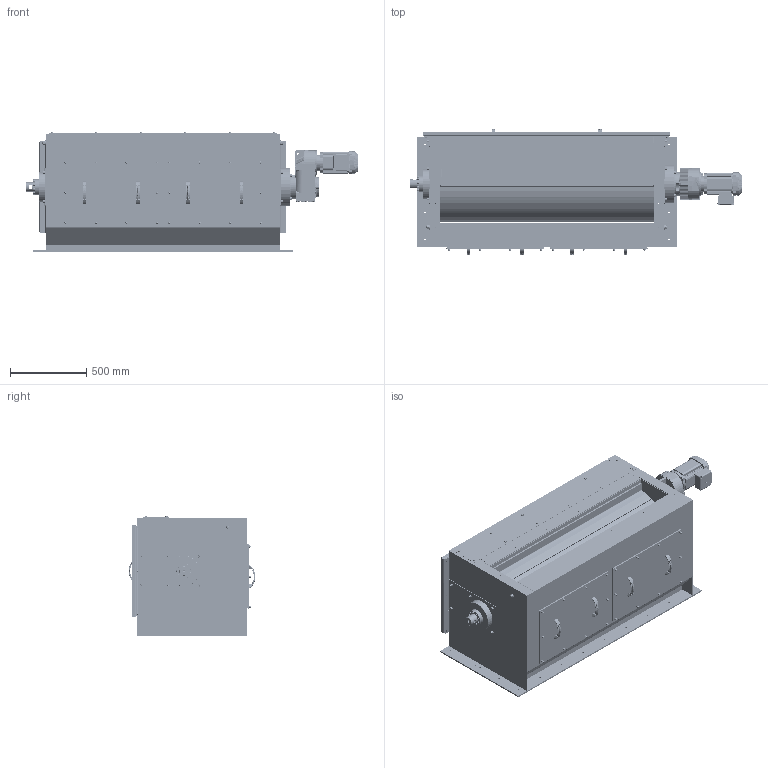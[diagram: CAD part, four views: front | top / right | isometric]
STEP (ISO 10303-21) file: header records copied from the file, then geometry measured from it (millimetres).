
FILE_DESCRIPTION(/* description */ (''),/* implementation_level */ '2;1');
FILE_NAME(/* name */ 'SRTK140054_A.stp',/* time_stamp */ '2023-11-24T13:44:34+01:00',/* author */ ('PH'),/* organization */ (''),/* preprocessor_version */ 'ST-DEVELOPER v18.1',/* originating_system */ 'Autodesk Inventor 2021',/* authorisation */ '');
FILE_SCHEMA (('AUTOMOTIVE_DESIGN { 1 0 10303 214 3 1 1 }'));
Products named in the file (1): SRTK140054_A
Bounding box: 2177 x 832.42 x 784.3 mm (x, y, z)
Volume: 86868861 mm3; surface area: 19974570.7 mm2
Topology: 4 solids, 10 shells, 5298 faces, 12851 edges, 8001 vertices
Faces by surface type: plane 2712, cylinder 1378, cone 733, torus 245, bspline 122, sphere 108
Full cylindrical faces by diameter (mm): 4.134 x14, 4.917 x13, 5 x8, 5.2 x16, 6 x10, 6.5 x12, 6.647 x42, 6.75 x5, 7.323 x12, 8 x73, 8.2 x4, 8.376 x4, 8.4 x28, 8.5 x12, 9 x37, 10 x28, 10.5 x22, 11 x36, 11.4 x36, 12 x16, 12.5 x44, 13 x26, 14 x9, 15 x12, 16 x87, 17 x5, 17.294 x2, 20 x15, 21 x1, 24 x4
Entity records: 163674 total; most frequent: CARTESIAN_POINT 36935, ORIENTED_EDGE 25354, DIRECTION 25256, EDGE_CURVE 12677, AXIS2_PLACEMENT_3D 9448, VERTEX_POINT 8013, LINE 6360, VECTOR 6360
